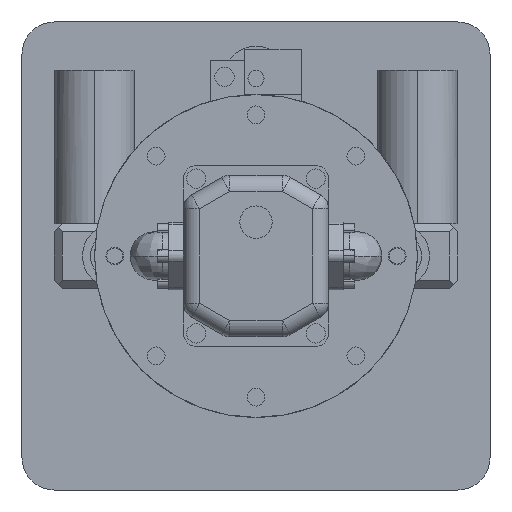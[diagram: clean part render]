
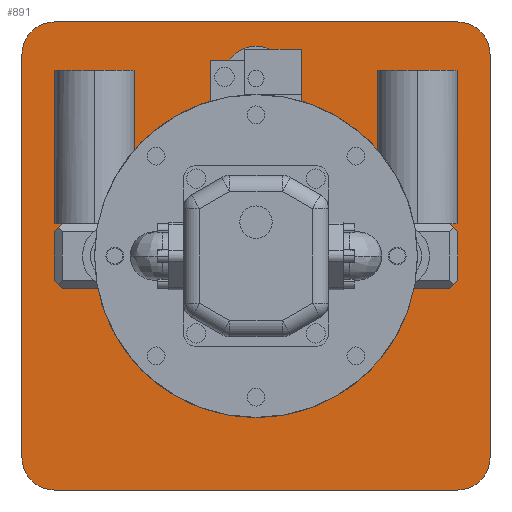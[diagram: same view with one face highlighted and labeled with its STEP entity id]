
A CAD part, left-side view. The second image highlights one B-rep face of the part: STEP entity #891.
In plain terms, the highlighted planar face has unit normal (-1, 0, 0).
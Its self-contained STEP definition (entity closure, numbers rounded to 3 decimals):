
#595=CARTESIAN_POINT('Vertex',(-38.5,-125.,15.)) ;
#600=CARTESIAN_POINT('Line Origine',(-38.5,-122.5,17.5)) ;
#604=CARTESIAN_POINT('Vertex',(-38.5,-120.,20.)) ;
#656=CARTESIAN_POINT('Line Origine',(-38.5,-96.142,20.)) ;
#660=CARTESIAN_POINT('Vertex',(-38.5,-72.284,20.)) ;
#705=CARTESIAN_POINT('Vertex',(-38.5,-125.,-15.)) ;
#710=CARTESIAN_POINT('Line Origine',(-38.5,-125.,0.)) ;
#727=CARTESIAN_POINT('Axis2P3D Location',(-38.5,0.,0.)) ;
#732=CARTESIAN_POINT('Line Origine',(-38.5,145.,0.)) ;
#736=CARTESIAN_POINT('Vertex',(-38.5,145.,125.)) ;
#738=CARTESIAN_POINT('Vertex',(-38.5,145.,-125.)) ;
#741=CARTESIAN_POINT('Axis2P3D Location',(-38.5,125.,-125.)) ;
#745=CARTESIAN_POINT('Vertex',(-38.5,125.,-145.)) ;
#748=CARTESIAN_POINT('Line Origine',(-38.5,0.,-145.)) ;
#752=CARTESIAN_POINT('Vertex',(-38.5,-125.,-145.)) ;
#755=CARTESIAN_POINT('Axis2P3D Location',(-38.5,-125.,-125.)) ;
#759=CARTESIAN_POINT('Vertex',(-38.5,-145.,-125.)) ;
#762=CARTESIAN_POINT('Line Origine',(-38.5,-145.,0.)) ;
#766=CARTESIAN_POINT('Vertex',(-38.5,-145.,125.)) ;
#769=CARTESIAN_POINT('Axis2P3D Location',(-38.5,-125.,125.)) ;
#773=CARTESIAN_POINT('Vertex',(-38.5,-125.,145.)) ;
#776=CARTESIAN_POINT('Line Origine',(-38.5,0.,145.)) ;
#780=CARTESIAN_POINT('Vertex',(-38.5,125.,145.)) ;
#783=CARTESIAN_POINT('Axis2P3D Location',(-38.5,125.,125.)) ;
#798=CARTESIAN_POINT('Axis2P3D Location',(-38.5,0.,110.)) ;
#802=CARTESIAN_POINT('Vertex',(-38.5,-20.,110.)) ;
#804=CARTESIAN_POINT('Vertex',(-38.5,20.,110.)) ;
#807=CARTESIAN_POINT('Axis2P3D Location',(-38.5,0.,110.)) ;
#816=CARTESIAN_POINT('Line Origine',(-38.5,122.5,-17.5)) ;
#820=CARTESIAN_POINT('Vertex',(-38.5,125.,-15.)) ;
#822=CARTESIAN_POINT('Vertex',(-38.5,120.,-20.)) ;
#825=CARTESIAN_POINT('Line Origine',(-38.5,125.,0.)) ;
#829=CARTESIAN_POINT('Vertex',(-38.5,125.,15.)) ;
#832=CARTESIAN_POINT('Line Origine',(-38.5,122.5,17.5)) ;
#836=CARTESIAN_POINT('Vertex',(-38.5,120.,20.)) ;
#839=CARTESIAN_POINT('Line Origine',(-38.5,96.142,20.)) ;
#843=CARTESIAN_POINT('Vertex',(-38.5,72.284,20.)) ;
#846=CARTESIAN_POINT('Axis2P3D Location',(-38.5,0.,0.)) ;
#851=CARTESIAN_POINT('Line Origine',(-38.5,-122.5,-17.5)) ;
#855=CARTESIAN_POINT('Vertex',(-38.5,-120.,-20.)) ;
#858=CARTESIAN_POINT('Line Origine',(-38.5,-96.142,-20.)) ;
#862=CARTESIAN_POINT('Vertex',(-38.5,-72.284,-20.)) ;
#865=CARTESIAN_POINT('Axis2P3D Location',(-38.5,0.,0.)) ;
#869=CARTESIAN_POINT('Vertex',(-38.5,72.284,-20.)) ;
#872=CARTESIAN_POINT('Line Origine',(-38.5,96.142,-20.)) ;
#601=DIRECTION('Vector Direction',(0.,-0.707,-0.707)) ;
#657=DIRECTION('Vector Direction',(0.,-1.,0.)) ;
#711=DIRECTION('Vector Direction',(0.,0.,1.)) ;
#728=DIRECTION('Axis2P3D Direction',(-1.,0.,0.)) ;
#729=DIRECTION('Axis2P3D XDirection',(0.,-1.,0.)) ;
#733=DIRECTION('Vector Direction',(0.,0.,-1.)) ;
#742=DIRECTION('Axis2P3D Direction',(-1.,0.,0.)) ;
#749=DIRECTION('Vector Direction',(0.,1.,0.)) ;
#756=DIRECTION('Axis2P3D Direction',(-1.,0.,0.)) ;
#763=DIRECTION('Vector Direction',(0.,0.,1.)) ;
#770=DIRECTION('Axis2P3D Direction',(-1.,0.,0.)) ;
#777=DIRECTION('Vector Direction',(0.,-1.,0.)) ;
#784=DIRECTION('Axis2P3D Direction',(-1.,0.,0.)) ;
#799=DIRECTION('Axis2P3D Direction',(-1.,0.,0.)) ;
#808=DIRECTION('Axis2P3D Direction',(-1.,0.,0.)) ;
#817=DIRECTION('Vector Direction',(0.,-0.707,-0.707)) ;
#826=DIRECTION('Vector Direction',(0.,0.,-1.)) ;
#833=DIRECTION('Vector Direction',(0.,-0.707,0.707)) ;
#840=DIRECTION('Vector Direction',(0.,-1.,0.)) ;
#847=DIRECTION('Axis2P3D Direction',(-1.,0.,0.)) ;
#852=DIRECTION('Vector Direction',(0.,0.707,-0.707)) ;
#859=DIRECTION('Vector Direction',(0.,1.,0.)) ;
#866=DIRECTION('Axis2P3D Direction',(-1.,0.,0.)) ;
#873=DIRECTION('Vector Direction',(0.,1.,0.)) ;
#730=AXIS2_PLACEMENT_3D('Plane Axis2P3D',#727,#728,#729) ;
#743=AXIS2_PLACEMENT_3D('Circle Axis2P3D',#741,#742,$) ;
#757=AXIS2_PLACEMENT_3D('Circle Axis2P3D',#755,#756,$) ;
#771=AXIS2_PLACEMENT_3D('Circle Axis2P3D',#769,#770,$) ;
#785=AXIS2_PLACEMENT_3D('Circle Axis2P3D',#783,#784,$) ;
#800=AXIS2_PLACEMENT_3D('Circle Axis2P3D',#798,#799,$) ;
#809=AXIS2_PLACEMENT_3D('Circle Axis2P3D',#807,#808,$) ;
#848=AXIS2_PLACEMENT_3D('Circle Axis2P3D',#846,#847,$) ;
#867=AXIS2_PLACEMENT_3D('Circle Axis2P3D',#865,#866,$) ;
#789=ORIENTED_EDGE('',*,*,#740,.T.) ;
#790=ORIENTED_EDGE('',*,*,#747,.F.) ;
#791=ORIENTED_EDGE('',*,*,#754,.T.) ;
#792=ORIENTED_EDGE('',*,*,#761,.F.) ;
#793=ORIENTED_EDGE('',*,*,#768,.T.) ;
#794=ORIENTED_EDGE('',*,*,#775,.F.) ;
#795=ORIENTED_EDGE('',*,*,#782,.T.) ;
#796=ORIENTED_EDGE('',*,*,#787,.F.) ;
#813=ORIENTED_EDGE('',*,*,#806,.F.) ;
#814=ORIENTED_EDGE('',*,*,#811,.F.) ;
#878=ORIENTED_EDGE('',*,*,#824,.F.) ;
#879=ORIENTED_EDGE('',*,*,#831,.F.) ;
#880=ORIENTED_EDGE('',*,*,#838,.F.) ;
#881=ORIENTED_EDGE('',*,*,#845,.F.) ;
#882=ORIENTED_EDGE('',*,*,#850,.F.) ;
#883=ORIENTED_EDGE('',*,*,#662,.F.) ;
#884=ORIENTED_EDGE('',*,*,#606,.F.) ;
#885=ORIENTED_EDGE('',*,*,#714,.F.) ;
#886=ORIENTED_EDGE('',*,*,#857,.F.) ;
#887=ORIENTED_EDGE('',*,*,#864,.F.) ;
#888=ORIENTED_EDGE('',*,*,#871,.F.) ;
#889=ORIENTED_EDGE('',*,*,#876,.F.) ;
#815=FACE_BOUND('',#812,.T.) ;
#890=FACE_BOUND('',#877,.T.) ;
#602=VECTOR('Line Direction',#601,1.) ;
#658=VECTOR('Line Direction',#657,1.) ;
#712=VECTOR('Line Direction',#711,1.) ;
#734=VECTOR('Line Direction',#733,1.) ;
#750=VECTOR('Line Direction',#749,1.) ;
#764=VECTOR('Line Direction',#763,1.) ;
#778=VECTOR('Line Direction',#777,1.) ;
#818=VECTOR('Line Direction',#817,1.) ;
#827=VECTOR('Line Direction',#826,1.) ;
#834=VECTOR('Line Direction',#833,1.) ;
#841=VECTOR('Line Direction',#840,1.) ;
#853=VECTOR('Line Direction',#852,1.) ;
#860=VECTOR('Line Direction',#859,1.) ;
#874=VECTOR('Line Direction',#873,1.) ;
#891=ADVANCED_FACE('PartBody',(#797,#815,#890),#731,.T.) ;
#744=CIRCLE('generated circle',#743,20.) ;
#758=CIRCLE('generated circle',#757,20.) ;
#772=CIRCLE('generated circle',#771,20.) ;
#786=CIRCLE('generated circle',#785,20.) ;
#801=CIRCLE('generated circle',#800,20.) ;
#810=CIRCLE('generated circle',#809,20.) ;
#849=CIRCLE('generated circle',#848,75.) ;
#868=CIRCLE('generated circle',#867,75.) ;
#606=EDGE_CURVE('',#596,#605,#603,.F.) ;
#662=EDGE_CURVE('',#605,#661,#659,.F.) ;
#714=EDGE_CURVE('',#706,#596,#713,.T.) ;
#740=EDGE_CURVE('',#737,#739,#735,.T.) ;
#747=EDGE_CURVE('',#746,#739,#744,.F.) ;
#754=EDGE_CURVE('',#746,#753,#751,.F.) ;
#761=EDGE_CURVE('',#760,#753,#758,.F.) ;
#768=EDGE_CURVE('',#760,#767,#765,.T.) ;
#775=EDGE_CURVE('',#774,#767,#772,.F.) ;
#782=EDGE_CURVE('',#774,#781,#779,.F.) ;
#787=EDGE_CURVE('',#737,#781,#786,.F.) ;
#806=EDGE_CURVE('',#803,#805,#801,.T.) ;
#811=EDGE_CURVE('',#805,#803,#810,.T.) ;
#824=EDGE_CURVE('',#821,#823,#819,.T.) ;
#831=EDGE_CURVE('',#830,#821,#828,.T.) ;
#838=EDGE_CURVE('',#837,#830,#835,.F.) ;
#845=EDGE_CURVE('',#844,#837,#842,.F.) ;
#850=EDGE_CURVE('',#661,#844,#849,.T.) ;
#857=EDGE_CURVE('',#856,#706,#854,.F.) ;
#864=EDGE_CURVE('',#863,#856,#861,.F.) ;
#871=EDGE_CURVE('',#870,#863,#868,.T.) ;
#876=EDGE_CURVE('',#823,#870,#875,.F.) ;
#788=EDGE_LOOP('',(#789,#790,#791,#792,#793,#794,#795,#796)) ;
#812=EDGE_LOOP('',(#813,#814)) ;
#877=EDGE_LOOP('',(#878,#879,#880,#881,#882,#883,#884,#885,#886,#887,#888,#889)) ;
#797=FACE_OUTER_BOUND('',#788,.T.) ;
#603=LINE('Line',#600,#602) ;
#659=LINE('Line',#656,#658) ;
#713=LINE('Line',#710,#712) ;
#735=LINE('Line',#732,#734) ;
#751=LINE('Line',#748,#750) ;
#765=LINE('Line',#762,#764) ;
#779=LINE('Line',#776,#778) ;
#819=LINE('Line',#816,#818) ;
#828=LINE('Line',#825,#827) ;
#835=LINE('Line',#832,#834) ;
#842=LINE('Line',#839,#841) ;
#854=LINE('Line',#851,#853) ;
#861=LINE('Line',#858,#860) ;
#875=LINE('Line',#872,#874) ;
#731=PLANE('',#730) ;
#596=VERTEX_POINT('',#595) ;
#605=VERTEX_POINT('',#604) ;
#661=VERTEX_POINT('',#660) ;
#706=VERTEX_POINT('',#705) ;
#737=VERTEX_POINT('',#736) ;
#739=VERTEX_POINT('',#738) ;
#746=VERTEX_POINT('',#745) ;
#753=VERTEX_POINT('',#752) ;
#760=VERTEX_POINT('',#759) ;
#767=VERTEX_POINT('',#766) ;
#774=VERTEX_POINT('',#773) ;
#781=VERTEX_POINT('',#780) ;
#803=VERTEX_POINT('',#802) ;
#805=VERTEX_POINT('',#804) ;
#821=VERTEX_POINT('',#820) ;
#823=VERTEX_POINT('',#822) ;
#830=VERTEX_POINT('',#829) ;
#837=VERTEX_POINT('',#836) ;
#844=VERTEX_POINT('',#843) ;
#856=VERTEX_POINT('',#855) ;
#863=VERTEX_POINT('',#862) ;
#870=VERTEX_POINT('',#869) ;
